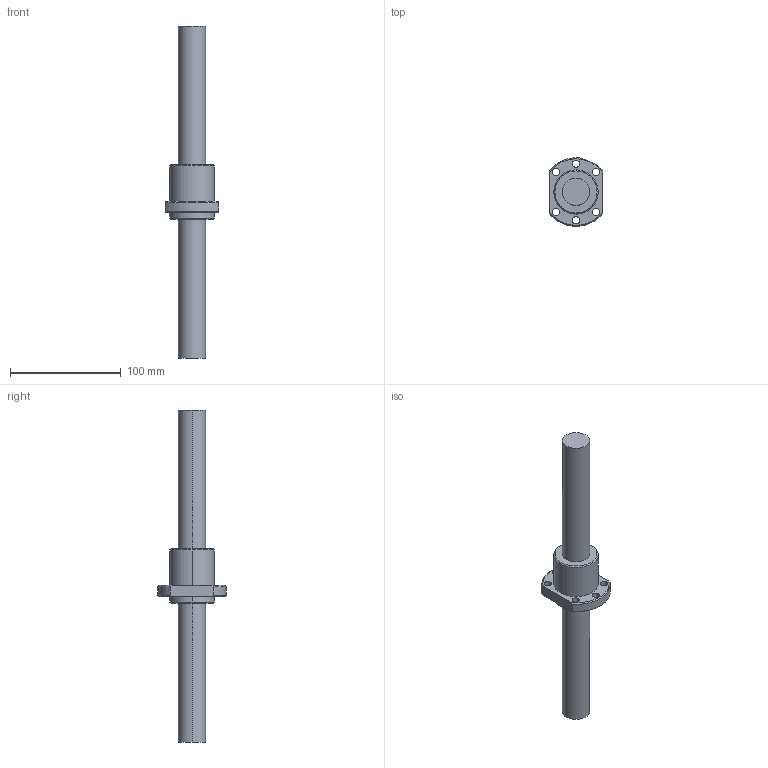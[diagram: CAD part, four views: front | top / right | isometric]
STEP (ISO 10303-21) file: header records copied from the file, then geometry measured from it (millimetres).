
FILE_DESCRIPTION (( 'STEP AP203' ), '1' );
FILE_NAME ('SDK2505.STEP', '2014-07-02T03:00:04', ( 'woni' ), ( '' ), 'SwSTEP 2.0', 'SolidWorks 2013', '' );
FILE_SCHEMA (( 'CONFIG_CONTROL_DESIGN' ));
Length unit declared in the file: millimetre
Products named in the file (3): RM2505; SDK2505
Assembly tree (2 placements, depth 2):
  SDK2505
    RM2505
    SDK2505
Bounding box: 48 x 61.88 x 300 mm (x, y, z)
Volume: 191310.7 mm3; surface area: 39841.6 mm2
Topology: 2 solids, 2 shells, 48 faces, 118 edges, 76 vertices
Faces by surface type: cylinder 27, cone 12, plane 9
Entity records: 1841 total; most frequent: CARTESIAN_POINT 337, DIRECTION 274, ORIENTED_EDGE 236, EDGE_CURVE 118, AXIS2_PLACEMENT_3D 117, VERTEX_POINT 76, EDGE_LOOP 66, CIRCLE 64
